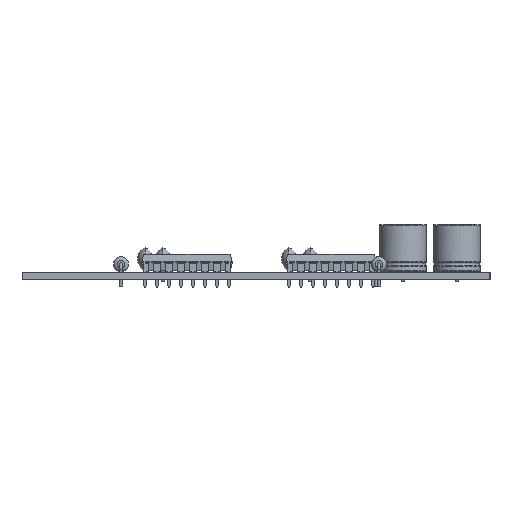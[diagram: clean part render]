
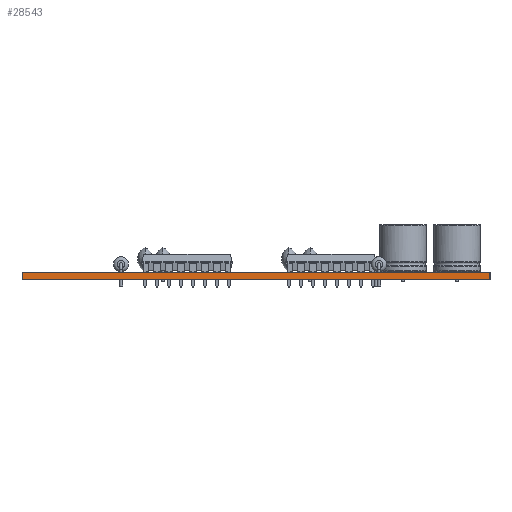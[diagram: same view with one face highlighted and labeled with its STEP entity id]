
A CAD part, left-side view. The second image highlights one B-rep face of the part: STEP entity #28543.
In plain terms, the highlighted planar face has unit normal (-1, 0, 0).
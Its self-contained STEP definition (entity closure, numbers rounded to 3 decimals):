
#28362 = PLANE('',#28363);
#28363 = AXIS2_PLACEMENT_3D('',#28364,#28365,#28366);
#28364 = CARTESIAN_POINT('',(208.28,-99.06,0.));
#28365 = DIRECTION('',(0.,-1.,0.));
#28366 = DIRECTION('',(-1.,0.,0.));
#28387 = VERTEX_POINT('',#28388);
#28388 = CARTESIAN_POINT('',(0.,-99.06,1.6));
#28402 = PLANE('',#28403);
#28403 = AXIS2_PLACEMENT_3D('',#28404,#28405,#28406);
#28404 = CARTESIAN_POINT('',(104.14,-49.53,1.6));
#28405 = DIRECTION('',(-0.,-0.,-1.));
#28406 = DIRECTION('',(-1.,0.,0.));
#28414 = EDGE_CURVE('',#28415,#28387,#28417,.T.);
#28415 = VERTEX_POINT('',#28416);
#28416 = CARTESIAN_POINT('',(0.,-99.06,0.));
#28417 = SURFACE_CURVE('',#28418,(#28422,#28429),.PCURVE_S1.);
#28418 = LINE('',#28419,#28420);
#28419 = CARTESIAN_POINT('',(0.,-99.06,0.));
#28420 = VECTOR('',#28421,1.);
#28421 = DIRECTION('',(0.,0.,1.));
#28422 = PCURVE('',#28362,#28423);
#28423 = DEFINITIONAL_REPRESENTATION('',(#28424),#28428);
#28424 = LINE('',#28425,#28426);
#28425 = CARTESIAN_POINT('',(208.28,0.));
#28426 = VECTOR('',#28427,1.);
#28427 = DIRECTION('',(0.,-1.));
#28428 = ( GEOMETRIC_REPRESENTATION_CONTEXT(2) 
PARAMETRIC_REPRESENTATION_CONTEXT() REPRESENTATION_CONTEXT('2D SPACE',''
  ) );
#28429 = PCURVE('',#28430,#28435);
#28430 = PLANE('',#28431);
#28431 = AXIS2_PLACEMENT_3D('',#28432,#28433,#28434);
#28432 = CARTESIAN_POINT('',(0.,-99.06,0.));
#28433 = DIRECTION('',(-1.,0.,0.));
#28434 = DIRECTION('',(0.,1.,0.));
#28435 = DEFINITIONAL_REPRESENTATION('',(#28436),#28440);
#28436 = LINE('',#28437,#28438);
#28437 = CARTESIAN_POINT('',(0.,0.));
#28438 = VECTOR('',#28439,1.);
#28439 = DIRECTION('',(0.,-1.));
#28440 = ( GEOMETRIC_REPRESENTATION_CONTEXT(2) 
PARAMETRIC_REPRESENTATION_CONTEXT() REPRESENTATION_CONTEXT('2D SPACE',''
  ) );
#28456 = PLANE('',#28457);
#28457 = AXIS2_PLACEMENT_3D('',#28458,#28459,#28460);
#28458 = CARTESIAN_POINT('',(104.14,-49.53,0.));
#28459 = DIRECTION('',(-0.,-0.,-1.));
#28460 = DIRECTION('',(-1.,0.,0.));
#28489 = PLANE('',#28490);
#28490 = AXIS2_PLACEMENT_3D('',#28491,#28492,#28493);
#28491 = CARTESIAN_POINT('',(0.,0.,0.));
#28492 = DIRECTION('',(0.,1.,0.));
#28493 = DIRECTION('',(1.,0.,0.));
#28543 = ADVANCED_FACE('',(#28544),#28430,.T.);
#28544 = FACE_BOUND('',#28545,.T.);
#28545 = EDGE_LOOP('',(#28546,#28547,#28570,#28593));
#28546 = ORIENTED_EDGE('',*,*,#28414,.T.);
#28547 = ORIENTED_EDGE('',*,*,#28548,.T.);
#28548 = EDGE_CURVE('',#28387,#28549,#28551,.T.);
#28549 = VERTEX_POINT('',#28550);
#28550 = CARTESIAN_POINT('',(0.,0.,1.6));
#28551 = SURFACE_CURVE('',#28552,(#28556,#28563),.PCURVE_S1.);
#28552 = LINE('',#28553,#28554);
#28553 = CARTESIAN_POINT('',(0.,-99.06,1.6));
#28554 = VECTOR('',#28555,1.);
#28555 = DIRECTION('',(0.,1.,0.));
#28556 = PCURVE('',#28430,#28557);
#28557 = DEFINITIONAL_REPRESENTATION('',(#28558),#28562);
#28558 = LINE('',#28559,#28560);
#28559 = CARTESIAN_POINT('',(0.,-1.6));
#28560 = VECTOR('',#28561,1.);
#28561 = DIRECTION('',(1.,0.));
#28562 = ( GEOMETRIC_REPRESENTATION_CONTEXT(2) 
PARAMETRIC_REPRESENTATION_CONTEXT() REPRESENTATION_CONTEXT('2D SPACE',''
  ) );
#28563 = PCURVE('',#28402,#28564);
#28564 = DEFINITIONAL_REPRESENTATION('',(#28565),#28569);
#28565 = LINE('',#28566,#28567);
#28566 = CARTESIAN_POINT('',(104.14,-49.53));
#28567 = VECTOR('',#28568,1.);
#28568 = DIRECTION('',(0.,1.));
#28569 = ( GEOMETRIC_REPRESENTATION_CONTEXT(2) 
PARAMETRIC_REPRESENTATION_CONTEXT() REPRESENTATION_CONTEXT('2D SPACE',''
  ) );
#28570 = ORIENTED_EDGE('',*,*,#28571,.F.);
#28571 = EDGE_CURVE('',#28572,#28549,#28574,.T.);
#28572 = VERTEX_POINT('',#28573);
#28573 = CARTESIAN_POINT('',(0.,-0.,0.));
#28574 = SURFACE_CURVE('',#28575,(#28579,#28586),.PCURVE_S1.);
#28575 = LINE('',#28576,#28577);
#28576 = CARTESIAN_POINT('',(0.,-0.,0.));
#28577 = VECTOR('',#28578,1.);
#28578 = DIRECTION('',(0.,0.,1.));
#28579 = PCURVE('',#28430,#28580);
#28580 = DEFINITIONAL_REPRESENTATION('',(#28581),#28585);
#28581 = LINE('',#28582,#28583);
#28582 = CARTESIAN_POINT('',(99.06,0.));
#28583 = VECTOR('',#28584,1.);
#28584 = DIRECTION('',(0.,-1.));
#28585 = ( GEOMETRIC_REPRESENTATION_CONTEXT(2) 
PARAMETRIC_REPRESENTATION_CONTEXT() REPRESENTATION_CONTEXT('2D SPACE',''
  ) );
#28586 = PCURVE('',#28489,#28587);
#28587 = DEFINITIONAL_REPRESENTATION('',(#28588),#28592);
#28588 = LINE('',#28589,#28590);
#28589 = CARTESIAN_POINT('',(0.,0.));
#28590 = VECTOR('',#28591,1.);
#28591 = DIRECTION('',(0.,-1.));
#28592 = ( GEOMETRIC_REPRESENTATION_CONTEXT(2) 
PARAMETRIC_REPRESENTATION_CONTEXT() REPRESENTATION_CONTEXT('2D SPACE',''
  ) );
#28593 = ORIENTED_EDGE('',*,*,#28594,.F.);
#28594 = EDGE_CURVE('',#28415,#28572,#28595,.T.);
#28595 = SURFACE_CURVE('',#28596,(#28600,#28607),.PCURVE_S1.);
#28596 = LINE('',#28597,#28598);
#28597 = CARTESIAN_POINT('',(0.,-99.06,0.));
#28598 = VECTOR('',#28599,1.);
#28599 = DIRECTION('',(0.,1.,0.));
#28600 = PCURVE('',#28430,#28601);
#28601 = DEFINITIONAL_REPRESENTATION('',(#28602),#28606);
#28602 = LINE('',#28603,#28604);
#28603 = CARTESIAN_POINT('',(0.,0.));
#28604 = VECTOR('',#28605,1.);
#28605 = DIRECTION('',(1.,0.));
#28606 = ( GEOMETRIC_REPRESENTATION_CONTEXT(2) 
PARAMETRIC_REPRESENTATION_CONTEXT() REPRESENTATION_CONTEXT('2D SPACE',''
  ) );
#28607 = PCURVE('',#28456,#28608);
#28608 = DEFINITIONAL_REPRESENTATION('',(#28609),#28613);
#28609 = LINE('',#28610,#28611);
#28610 = CARTESIAN_POINT('',(104.14,-49.53));
#28611 = VECTOR('',#28612,1.);
#28612 = DIRECTION('',(0.,1.));
#28613 = ( GEOMETRIC_REPRESENTATION_CONTEXT(2) 
PARAMETRIC_REPRESENTATION_CONTEXT() REPRESENTATION_CONTEXT('2D SPACE',''
  ) );
